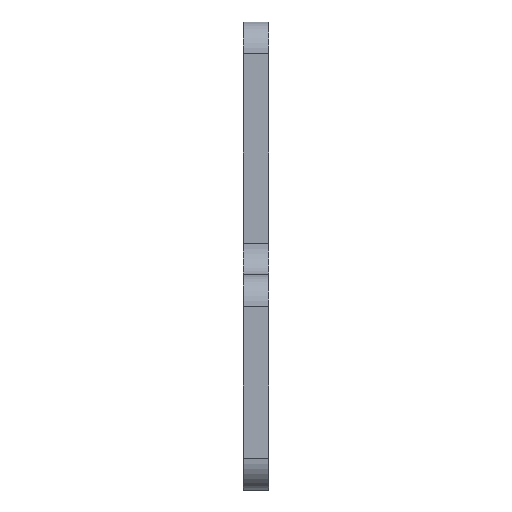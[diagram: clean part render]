
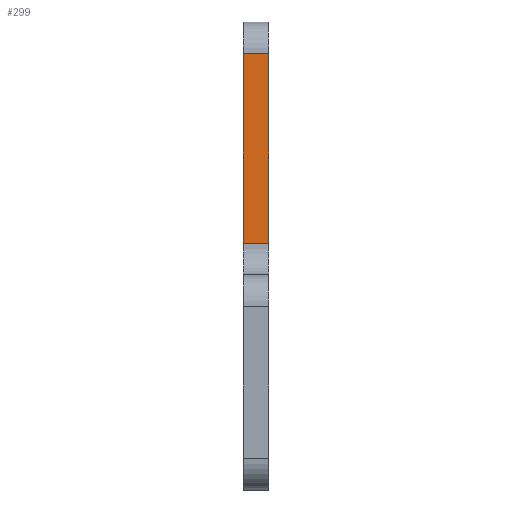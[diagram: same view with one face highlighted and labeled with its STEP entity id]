
A CAD part, left-side view. The second image highlights one B-rep face of the part: STEP entity #299.
In plain terms, the highlighted planar face has unit normal (-1, 0, 0).
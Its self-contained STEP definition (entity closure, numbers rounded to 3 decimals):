
#70 = CARTESIAN_POINT ( 'NONE',  ( -8.5, 2., 26. ) ) ;
#93 = ORIENTED_EDGE ( 'NONE', *, *, #617, .F. ) ;
#97 = ORIENTED_EDGE ( 'NONE', *, *, #393, .T. ) ;
#103 = CARTESIAN_POINT ( 'NONE',  ( -8.5, 2., 28.5 ) ) ;
#131 = CARTESIAN_POINT ( 'NONE',  ( -8.5, 0., 11. ) ) ;
#182 = VERTEX_POINT ( 'NONE', #70 ) ;
#206 = CARTESIAN_POINT ( 'NONE',  ( -8.5, 0., 26. ) ) ;
#244 = DIRECTION ( 'NONE',  ( 0., 0., -1. ) ) ;
#299 = ADVANCED_FACE ( 'NONE', ( #308 ), #828, .T. ) ;
#308 = FACE_OUTER_BOUND ( 'NONE', #418, .T. ) ;
#351 = VERTEX_POINT ( 'NONE', #991 ) ;
#360 = LINE ( 'NONE', #131, #954 ) ;
#393 = EDGE_CURVE ( 'NONE', #412, #182, #782, .T. ) ;
#412 = VERTEX_POINT ( 'NONE', #206 ) ;
#418 = EDGE_LOOP ( 'NONE', ( #845, #616, #93, #97 ) ) ;
#426 = CARTESIAN_POINT ( 'NONE',  ( -8.5, 0., 28.5 ) ) ;
#435 = LINE ( 'NONE', #997, #604 ) ;
#507 = DIRECTION ( 'NONE',  ( -1., 0., 0. ) ) ;
#604 = VECTOR ( 'NONE', #244, 1000. ) ;
#605 = EDGE_CURVE ( 'NONE', #182, #969, #830, .T. ) ;
#616 = ORIENTED_EDGE ( 'NONE', *, *, #929, .T. ) ;
#617 = EDGE_CURVE ( 'NONE', #412, #351, #435, .T. ) ;
#624 = VECTOR ( 'NONE', #1021, 1000. ) ;
#633 = CARTESIAN_POINT ( 'NONE',  ( -8.5, 2., 11. ) ) ;
#685 = CARTESIAN_POINT ( 'NONE',  ( -8.5, 0., 26. ) ) ;
#738 = DIRECTION ( 'NONE',  ( 0., 0., -1. ) ) ;
#755 = DIRECTION ( 'NONE',  ( 0., 0., -1. ) ) ;
#782 = LINE ( 'NONE', #685, #624 ) ;
#828 = PLANE ( 'NONE',  #926 ) ;
#830 = LINE ( 'NONE', #103, #904 ) ;
#845 = ORIENTED_EDGE ( 'NONE', *, *, #605, .T. ) ;
#904 = VECTOR ( 'NONE', #755, 1000. ) ;
#926 = AXIS2_PLACEMENT_3D ( 'NONE', #426, #507, #738 ) ;
#929 = EDGE_CURVE ( 'NONE', #969, #351, #360, .T. ) ;
#954 = VECTOR ( 'NONE', #1008, 1000. ) ;
#969 = VERTEX_POINT ( 'NONE', #633 ) ;
#991 = CARTESIAN_POINT ( 'NONE',  ( -8.5, 0., 11. ) ) ;
#997 = CARTESIAN_POINT ( 'NONE',  ( -8.5, 0., 28.5 ) ) ;
#1008 = DIRECTION ( 'NONE',  ( 0., -1., 0. ) ) ;
#1021 = DIRECTION ( 'NONE',  ( 0., 1., 0. ) ) ;
